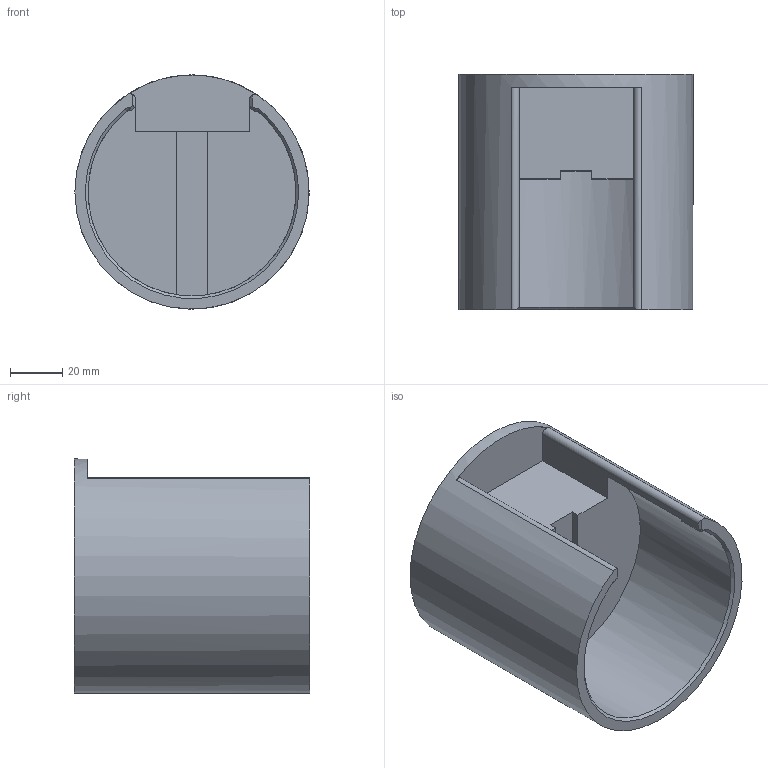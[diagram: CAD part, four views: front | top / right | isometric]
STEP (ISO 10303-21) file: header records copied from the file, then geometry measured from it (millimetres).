
FILE_DESCRIPTION(/* description */ (''),/* implementation_level */ '2;1');
FILE_NAME(/* name */ '750ml holder v2.step',/* time_stamp */ '2021-04-01T09:33:16-04:00',/* author */ (''),/* organization */ (''),/* preprocessor_version */ 'ST-DEVELOPER v18.1',/* originating_system */ 'Autodesk Translation Framework v9.10.0.1330',/* authorisation */ '');
FILE_SCHEMA (('AUTOMOTIVE_DESIGN { 1 0 10303 214 3 1 1 }'));
Length unit declared in the file: millimetre
Products named in the file (1): 750ml holder
Bounding box: 89.5 x 90 x 89.5 mm (x, y, z)
Volume: 262833.4 mm3; surface area: 47706.7 mm2
Topology: 1 solids, 1 shells, 38 faces, 95 edges, 56 vertices
Faces by surface type: plane 16, cylinder 13, cone 9
Full cylindrical faces by diameter (mm): 81.5 x1, 89.5 x1
Entity records: 1135 total; most frequent: DIRECTION 208, CARTESIAN_POINT 186, ORIENTED_EDGE 182, EDGE_CURVE 91, AXIS2_PLACEMENT_3D 78, VERTEX_POINT 56, LINE 52, VECTOR 52
